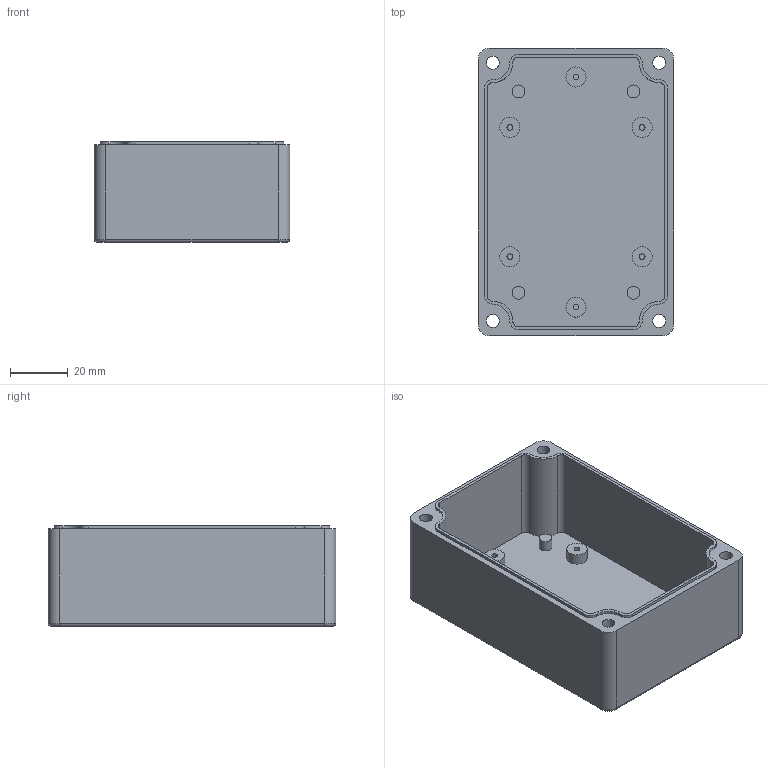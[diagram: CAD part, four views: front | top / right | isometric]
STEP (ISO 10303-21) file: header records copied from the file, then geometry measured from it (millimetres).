
FILE_DESCRIPTION(/* description */ (''),/* implementation_level */ '2;1');
FILE_NAME(/* name */ '',/* time_stamp */ '2024-04-22T13:22:11+07:00',/* author */ (''),/* organization */ (''),/* preprocessor_version */ 'ST-DEVELOPER v20',/* originating_system */ 'Autodesk Translation Framework v12.20.1.177',/* authorisation */ '');
FILE_SCHEMA (('AUTOMOTIVE_DESIGN { 1 0 10303 214 3 1 1 }'));
Length unit declared in the file: millimetre
Products named in the file (1): Hộp nhựa 100x68x50mm
Bounding box: 68 x 100 x 35 mm (x, y, z)
Volume: 51326.4 mm3; surface area: 38023.9 mm2
Topology: 1 solids, 1 shells, 96 faces, 208 edges, 136 vertices
Faces by surface type: cylinder 56, plane 36, torus 4
Full cylindrical faces by diameter (mm): 2 x6, 4.5 x8, 6.8 x4, 7 x6
Entity records: 2720 total; most frequent: DIRECTION 518, CARTESIAN_POINT 441, ORIENTED_EDGE 416, AXIS2_PLACEMENT_3D 213, EDGE_CURVE 208, VERTEX_POINT 136, EDGE_LOOP 126, CIRCLE 116
